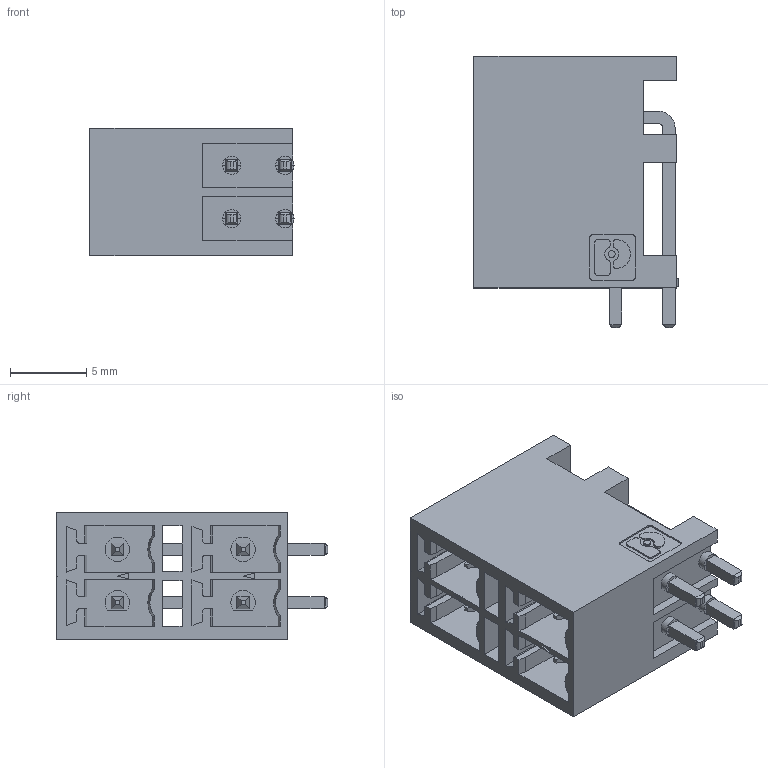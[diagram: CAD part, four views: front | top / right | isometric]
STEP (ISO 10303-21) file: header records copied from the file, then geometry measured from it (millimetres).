
FILE_DESCRIPTION(('SolidDesigner STEP Export'),'2;1');
FILE_NAME('mcdn_1.5-2-g1-3.5-p26thr.stp','2003-03-18T15:08:14',(''),(''),'OneSpaceDesigner STEP processor Version: 9.0 (March 2001)for AP214(CD)(Solid Model)','CoCreate OneSpaceDesigner: 11.50A 18-Jul-2002(C) CoCreate Software GmbH','');
FILE_SCHEMA(('AUTOMOTIVE_DESIGN_CC2 {1 2 10303 214 -1 1 5 1}'));
Length unit declared in the file: millimetre
Products named in the file (2): mcdn_1.5-2-g1-3.5-p26thr
Assembly tree (1 placements, depth 2):
  mcdn_1.5-2-g1-3.5-p26thr
    mcdn_1.5-2-g1-3.5-p26thr
Bounding box: 13.4 x 17.8 x 8.4 mm (x, y, z)
Volume: 1043.1 mm3; surface area: 1832.5 mm2
Topology: 1 solids, 1 shells, 341 faces, 917 edges, 594 vertices
Faces by surface type: plane 265, cylinder 68, cone 8
Entity records: 12960 total; most frequent: CARTESIAN_POINT 1856, ORIENTED_EDGE 1834, DIRECTION 1577, EDGE_CURVE 917, VECTOR 739, LINE 739, VERTEX_POINT 594, AXIS2_PLACEMENT_3D 419
